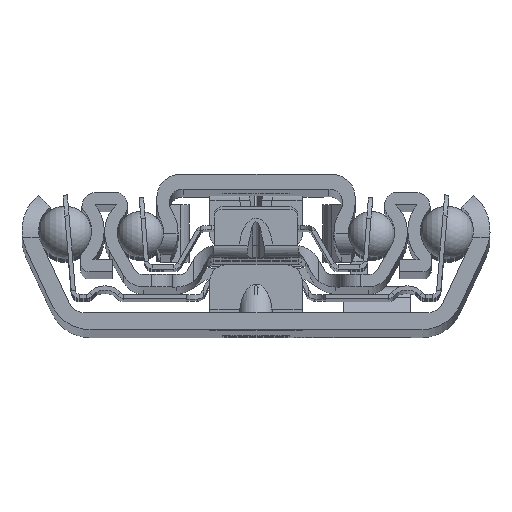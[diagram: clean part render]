
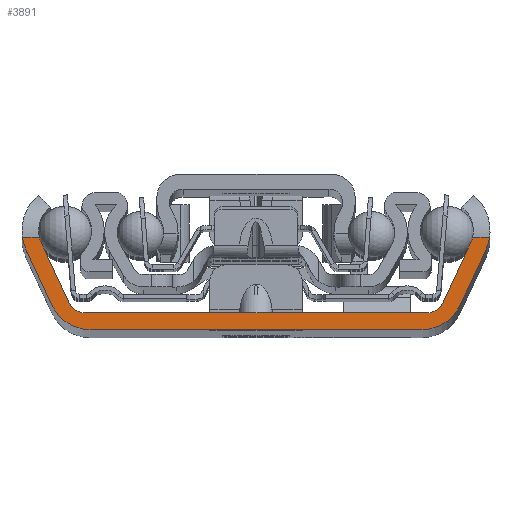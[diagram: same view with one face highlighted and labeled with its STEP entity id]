
A CAD part, top view. The second image highlights one B-rep face of the part: STEP entity #3891.
In plain terms, the highlighted planar face has unit normal (0, 0, 1).
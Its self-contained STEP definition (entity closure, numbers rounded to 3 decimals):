
#36=DIRECTION('',(1.,0.,0.));
#37=VECTOR('',#36,2.024);
#38=CARTESIAN_POINT('',(-27.841,11.,0.));
#39=LINE('',#38,#37);
#40=CARTESIAN_POINT('',(-22.41,11.8,0.));
#41=DIRECTION('',(0.,0.,-1.));
#42=DIRECTION('',(-0.906,-0.423,0.));
#43=AXIS2_PLACEMENT_3D('',#40,#41,#42);
#45=DIRECTION('',(-0.423,0.906,0.));
#46=VECTOR('',#45,7.907);
#47=CARTESIAN_POINT('',(-22.24,3.155,0.));
#48=LINE('',#47,#46);
#49=CARTESIAN_POINT('',(-20.428,4.,0.));
#50=DIRECTION('',(0.,0.,-1.));
#51=DIRECTION('',(0.,-1.,0.));
#52=AXIS2_PLACEMENT_3D('',#49,#50,#51);
#54=DIRECTION('',(-1.,0.,0.));
#55=VECTOR('',#54,40.856);
#56=CARTESIAN_POINT('',(20.428,2.,0.));
#57=LINE('',#56,#55);
#58=CARTESIAN_POINT('',(20.428,4.,0.));
#59=DIRECTION('',(0.,0.,-1.));
#60=DIRECTION('',(0.906,-0.423,0.));
#61=AXIS2_PLACEMENT_3D('',#58,#59,#60);
#63=DIRECTION('',(-0.423,-0.906,0.));
#64=VECTOR('',#63,7.907);
#65=CARTESIAN_POINT('',(25.582,10.321,0.));
#66=LINE('',#65,#64);
#67=CARTESIAN_POINT('',(22.41,11.8,0.));
#68=DIRECTION('',(0.,0.,-1.));
#69=DIRECTION('',(0.974,-0.229,0.));
#70=AXIS2_PLACEMENT_3D('',#67,#68,#69);
#72=DIRECTION('',(1.,0.,0.));
#73=VECTOR('',#72,2.024);
#74=CARTESIAN_POINT('',(25.817,11.,0.));
#75=LINE('',#74,#73);
#76=CARTESIAN_POINT('',(22.41,11.8,0.));
#77=DIRECTION('',(0.,0.,1.));
#78=DIRECTION('',(0.906,-0.423,0.));
#79=AXIS2_PLACEMENT_3D('',#76,#77,#78);
#81=DIRECTION('',(0.423,0.906,0.));
#82=VECTOR('',#81,7.274);
#83=CARTESIAN_POINT('',(24.311,2.887,0.));
#84=LINE('',#83,#82);
#85=CARTESIAN_POINT('',(19.78,5.,0.));
#86=DIRECTION('',(0.,0.,1.));
#87=DIRECTION('',(0.,-1.,0.));
#88=AXIS2_PLACEMENT_3D('',#85,#86,#87);
#90=DIRECTION('',(1.,0.,0.));
#91=VECTOR('',#90,39.56);
#92=CARTESIAN_POINT('',(-19.78,0.,0.));
#93=LINE('',#92,#91);
#94=CARTESIAN_POINT('',(-19.78,5.,0.));
#95=DIRECTION('',(0.,0.,1.));
#96=DIRECTION('',(-0.906,-0.423,0.));
#97=AXIS2_PLACEMENT_3D('',#94,#95,#96);
#99=DIRECTION('',(0.423,-0.906,0.));
#100=VECTOR('',#99,7.274);
#101=CARTESIAN_POINT('',(-27.386,9.48,0.));
#102=LINE('',#101,#100);
#103=CARTESIAN_POINT('',(-22.41,11.8,0.));
#104=DIRECTION('',(0.,0.,1.));
#105=DIRECTION('',(-0.989,-0.146,0.));
#106=AXIS2_PLACEMENT_3D('',#103,#104,#105);
#3244=CARTESIAN_POINT('',(-20.428,2.,0.));
#3245=CARTESIAN_POINT('',(-22.24,3.155,0.));
#3246=VERTEX_POINT('',#3244);
#3247=VERTEX_POINT('',#3245);
#3248=CARTESIAN_POINT('',(-25.582,10.321,0.));
#3249=VERTEX_POINT('',#3248);
#3250=CARTESIAN_POINT('',(-27.386,9.48,0.));
#3251=CARTESIAN_POINT('',(-24.311,2.887,0.));
#3252=VERTEX_POINT('',#3250);
#3253=VERTEX_POINT('',#3251);
#3254=CARTESIAN_POINT('',(-19.78,0.,0.));
#3255=VERTEX_POINT('',#3254);
#3256=CARTESIAN_POINT('',(19.78,0.,0.));
#3257=VERTEX_POINT('',#3256);
#3258=CARTESIAN_POINT('',(24.311,2.887,0.));
#3259=VERTEX_POINT('',#3258);
#3260=CARTESIAN_POINT('',(27.386,9.48,0.));
#3261=VERTEX_POINT('',#3260);
#3262=CARTESIAN_POINT('',(25.582,10.321,0.));
#3263=CARTESIAN_POINT('',(22.24,3.155,0.));
#3264=VERTEX_POINT('',#3262);
#3265=VERTEX_POINT('',#3263);
#3266=CARTESIAN_POINT('',(20.428,2.,0.));
#3267=VERTEX_POINT('',#3266);
#3476=CARTESIAN_POINT('',(-27.841,11.,0.));
#3477=CARTESIAN_POINT('',(-25.817,11.,0.));
#3478=VERTEX_POINT('',#3476);
#3479=VERTEX_POINT('',#3477);
#3480=CARTESIAN_POINT('',(25.817,11.,0.));
#3481=CARTESIAN_POINT('',(27.841,11.,0.));
#3482=VERTEX_POINT('',#3480);
#3483=VERTEX_POINT('',#3481);
#3852=CARTESIAN_POINT('',(0.,0.,0.));
#3853=DIRECTION('',(0.,0.,1.));
#3854=DIRECTION('',(1.,0.,0.));
#3855=AXIS2_PLACEMENT_3D('',#3852,#3853,#3854);
#3856=PLANE('',#3855);
#3858=ORIENTED_EDGE('',*,*,#3857,.T.);
#3860=ORIENTED_EDGE('',*,*,#3859,.F.);
#3862=ORIENTED_EDGE('',*,*,#3861,.F.);
#3864=ORIENTED_EDGE('',*,*,#3863,.F.);
#3866=ORIENTED_EDGE('',*,*,#3865,.F.);
#3868=ORIENTED_EDGE('',*,*,#3867,.F.);
#3870=ORIENTED_EDGE('',*,*,#3869,.F.);
#3872=ORIENTED_EDGE('',*,*,#3871,.F.);
#3874=ORIENTED_EDGE('',*,*,#3873,.T.);
#3876=ORIENTED_EDGE('',*,*,#3875,.F.);
#3878=ORIENTED_EDGE('',*,*,#3877,.F.);
#3880=ORIENTED_EDGE('',*,*,#3879,.F.);
#3882=ORIENTED_EDGE('',*,*,#3881,.F.);
#3884=ORIENTED_EDGE('',*,*,#3883,.F.);
#3886=ORIENTED_EDGE('',*,*,#3885,.F.);
#3888=ORIENTED_EDGE('',*,*,#3887,.F.);
#3889=EDGE_LOOP('',(#3858,#3860,#3862,#3864,#3866,#3868,#3870,#3872,#3874,#3876,
#3878,#3880,#3882,#3884,#3886,#3888));
#3890=FACE_OUTER_BOUND('',#3889,.F.);
#3891=ADVANCED_FACE('',(#3890),#3856,.T.);
#44=CIRCLE('',#43,3.5);
#53=CIRCLE('',#52,2.);
#62=CIRCLE('',#61,2.);
#71=CIRCLE('',#70,3.5);
#80=CIRCLE('',#79,5.49);
#89=CIRCLE('',#88,5.);
#98=CIRCLE('',#97,5.);
#107=CIRCLE('',#106,5.49);
#3857=EDGE_CURVE('',#3478,#3479,#39,.T.);
#3859=EDGE_CURVE('',#3249,#3479,#44,.T.);
#3861=EDGE_CURVE('',#3247,#3249,#48,.T.);
#3863=EDGE_CURVE('',#3246,#3247,#53,.T.);
#3865=EDGE_CURVE('',#3267,#3246,#57,.T.);
#3867=EDGE_CURVE('',#3265,#3267,#62,.T.);
#3869=EDGE_CURVE('',#3264,#3265,#66,.T.);
#3871=EDGE_CURVE('',#3482,#3264,#71,.T.);
#3873=EDGE_CURVE('',#3482,#3483,#75,.T.);
#3875=EDGE_CURVE('',#3261,#3483,#80,.T.);
#3877=EDGE_CURVE('',#3259,#3261,#84,.T.);
#3879=EDGE_CURVE('',#3257,#3259,#89,.T.);
#3881=EDGE_CURVE('',#3255,#3257,#93,.T.);
#3883=EDGE_CURVE('',#3253,#3255,#98,.T.);
#3885=EDGE_CURVE('',#3252,#3253,#102,.T.);
#3887=EDGE_CURVE('',#3478,#3252,#107,.T.);
